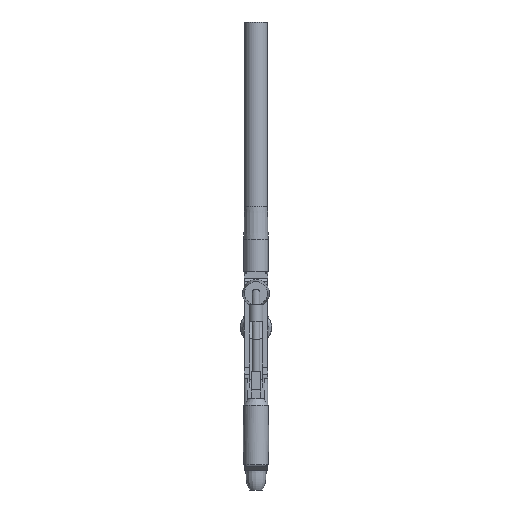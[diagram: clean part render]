
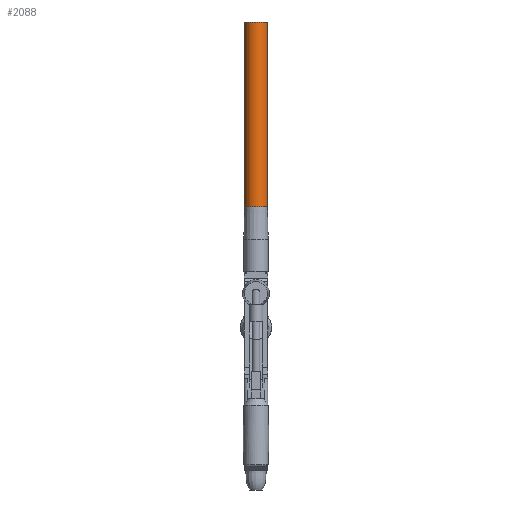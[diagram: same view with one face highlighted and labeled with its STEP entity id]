
A CAD part, front view. The second image highlights one B-rep face of the part: STEP entity #2088.
In plain terms, the highlighted cylindrical face has radius 11.113 mm (diameter 22.225 mm), a full revolution.
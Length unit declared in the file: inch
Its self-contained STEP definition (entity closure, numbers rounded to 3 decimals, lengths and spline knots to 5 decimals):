
#250=FACE_OUTER_BOUND('',#380,.T.);
#380=EDGE_LOOP('',(#1429,#1430,#1431,#1432));
#518=LINE('',#2960,#677);
#677=VECTOR('',#2448,0.4375);
#837=CIRCLE('',#2249,0.4375);
#838=CIRCLE('',#2251,0.4375);
#897=VERTEX_POINT('',#2954);
#898=VERTEX_POINT('',#2958);
#1100=EDGE_CURVE('',#897,#897,#837,.T.);
#1102=EDGE_CURVE('',#898,#898,#838,.T.);
#1103=EDGE_CURVE('',#898,#897,#518,.T.);
#1429=ORIENTED_EDGE('',*,*,#1102,.F.);
#1430=ORIENTED_EDGE('',*,*,#1103,.T.);
#1431=ORIENTED_EDGE('',*,*,#1100,.T.);
#1432=ORIENTED_EDGE('',*,*,#1103,.F.);
#2059=CYLINDRICAL_SURFACE('',#2250,0.4375);
#2088=ADVANCED_FACE('',(#250),#2059,.T.);
#2249=AXIS2_PLACEMENT_3D('',#2955,#2441,#2442);
#2250=AXIS2_PLACEMENT_3D('',#2957,#2444,#2445);
#2251=AXIS2_PLACEMENT_3D('',#2959,#2446,#2447);
#2441=DIRECTION('center_axis',(0.,0.,1.));
#2442=DIRECTION('ref_axis',(1.,0.,0.));
#2444=DIRECTION('center_axis',(0.,0.,1.));
#2445=DIRECTION('ref_axis',(1.,0.,0.));
#2446=DIRECTION('center_axis',(0.,0.,1.));
#2447=DIRECTION('ref_axis',(1.,0.,0.));
#2448=DIRECTION('',(0.,0.,-1.));
#2954=CARTESIAN_POINT('',(-0.4375,0.,0.));
#2955=CARTESIAN_POINT('Origin',(0.,0.,0.));
#2957=CARTESIAN_POINT('Origin',(0.,0.,0.));
#2958=CARTESIAN_POINT('',(-0.4375,0.,7.0625));
#2959=CARTESIAN_POINT('Origin',(0.,0.,7.0625));
#2960=CARTESIAN_POINT('',(-0.4375,0.,0.));
